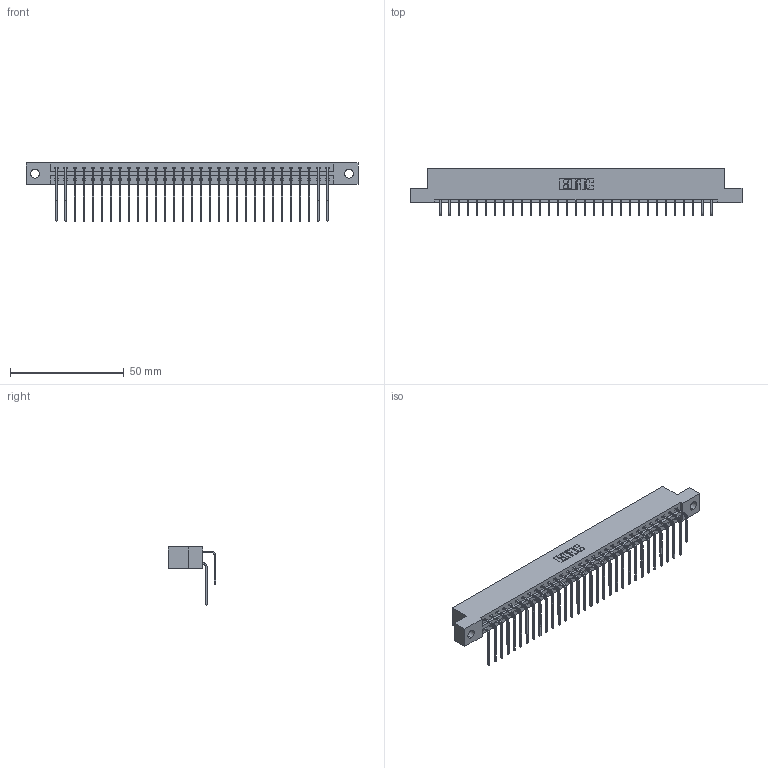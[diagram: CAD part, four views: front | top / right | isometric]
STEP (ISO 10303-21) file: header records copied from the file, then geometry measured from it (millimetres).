
FILE_DESCRIPTION (( 'STEP AP203' ), '1' );
FILE_NAME ('337-062-559-204.STEP', '2019-10-09T21:43:48', ( '' ), ( '' ), 'SwSTEP 2.0', 'SolidWorks 2016', '' );
FILE_SCHEMA (( 'CONFIG_CONTROL_DESIGN' ));
Length unit declared in the file: inch
Products named in the file (4): 337-062-559-204; 345-292-001_558 559 Tail - 1; 337 Part_Flush Mounting Lugs - 0.156 Dia-TH; 345-292-001_559 Tail - 2
Assembly tree (63 placements, depth 2):
  337-062-559-204
    337 Part_Flush Mounting Lugs - 0.156 Dia-TH
    345-292-001_558 559 Tail - 1  x31
    345-292-001_559 Tail - 2  x31
Bounding box: 145.85 x 20.9 x 25.53 mm (x, y, z)
Volume: 15493.9 mm3; surface area: 19002.3 mm2
Topology: 63 solids, 63 shells, 3586 faces, 10665 edges, 7026 vertices
Faces by surface type: plane 2550, cylinder 1036
Entity records: 27245 total; most frequent: CARTESIAN_POINT 4645, ORIENTED_EDGE 4530, DIRECTION 3953, EDGE_CURVE 2265, LINE 2097, VECTOR 2097, VERTEX_POINT 1506, AXIS2_PLACEMENT_3D 928
